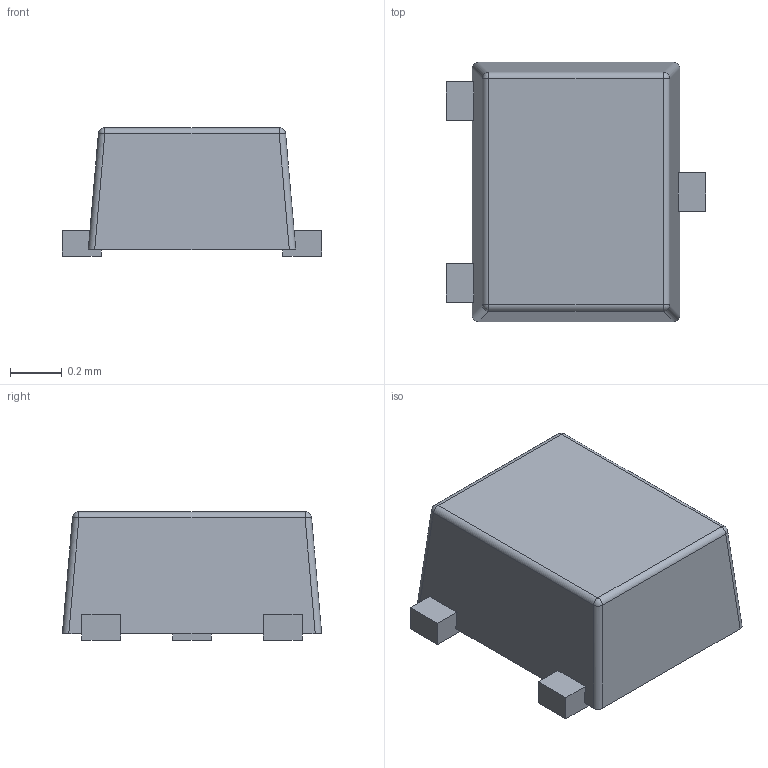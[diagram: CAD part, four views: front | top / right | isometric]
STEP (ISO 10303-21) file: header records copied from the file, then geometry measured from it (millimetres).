
FILE_DESCRIPTION((''),'2;1');
FILE_NAME('DRT0003A_ASM','2016-06-03T',('a0412086'),(''),'CREO PARAMETRIC BY PTC INC, 2016050','CREO PARAMETRIC BY PTC INC, 2016050','');
FILE_SCHEMA(('AUTOMOTIVE_DESIGN { 1 0 10303 214 1 1 1 1 }'));
Length unit declared in the file: millimetre
Products named in the file (3): FRAME; BODY; DRT0003A_ASM
Assembly tree (2 placements, depth 2):
  DRT0003A_ASM
    FRAME
    BODY
Bounding box: 1 x 1 x 0.49 mm (x, y, z)
Volume: 0.3 mm3; surface area: 3.4 mm2
Topology: 4 solids, 4 shells, 48 faces, 108 edges, 68 vertices
Faces by surface type: plane 36, cylinder 8, sphere 4
Entity records: 2379 total; most frequent: CARTESIAN_POINT 252, DIRECTION 222, ORIENTED_EDGE 216, PRESENTATION_STYLE_ASSIGNMENT 113, STYLED_ITEM 113, PROPERTY_DEFINITION 112, CURVE_STYLE 108, EDGE_CURVE 108
